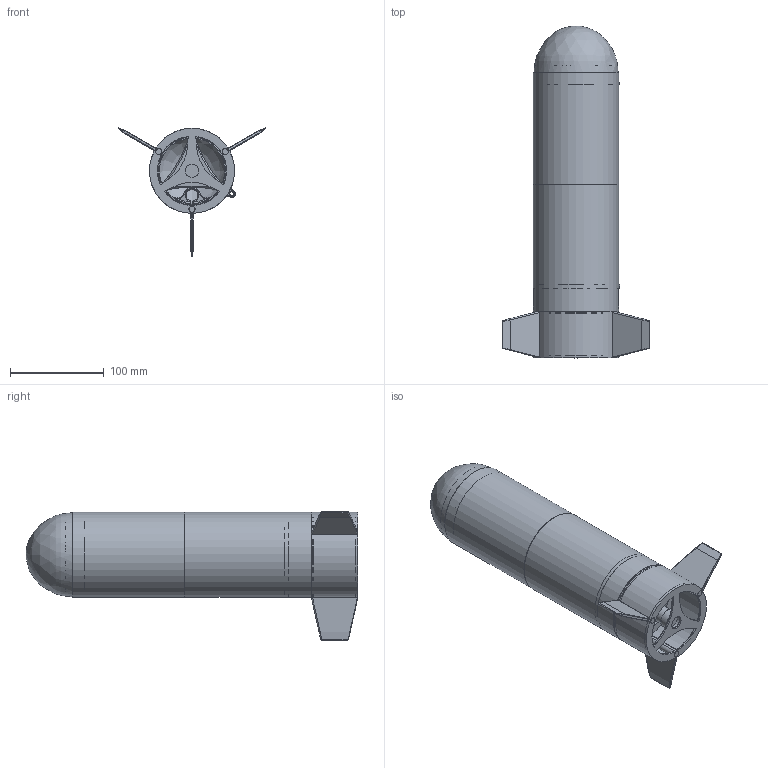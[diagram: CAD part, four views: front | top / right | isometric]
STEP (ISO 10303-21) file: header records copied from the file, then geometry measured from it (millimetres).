
FILE_DESCRIPTION(/* description */ (''),/* implementation_level */ '2;1');
FILE_NAME(/* name */ 'Assembly v2.step',/* time_stamp */ '2023-09-28T22:49:50-04:00',/* author */ (''),/* organization */ (''),/* preprocessor_version */ 'ST-DEVELOPER v20',/* originating_system */ 'Autodesk Translation Framework v12.14.0.127',/* authorisation */ '');
FILE_SCHEMA (('AUTOMOTIVE_DESIGN { 1 0 10303 214 3 1 1 }'));
Length unit declared in the file: millimetre
Products named in the file (7): Assembly; LowerBodyC; DownHolder; UpperbodyLatchDoubleRing; Wooden Dowell; NoseCone; Estes_C6-5_Motor
Assembly tree (8 placements, depth 2):
  Assembly
    LowerBodyC
    DownHolder
    UpperbodyLatchDoubleRing
    Wooden Dowell  x3
    NoseCone
    Estes_C6-5_Motor
Bounding box: 158.04 x 354.8 x 136.99 mm (x, y, z)
Volume: 189227.9 mm3; surface area: 277026.1 mm2
Topology: 8 solids, 8 shells, 311 faces, 778 edges, 463 vertices
Faces by surface type: cylinder 110, plane 108, torus 60, bspline 22, cone 11
Full cylindrical faces by diameter (mm): 4.175 x2, 6.35 x3, 6.55 x15, 6.95 x3, 7.05 x3, 11 x1, 12.5 x1, 14 x1, 17.7 x1, 17.9 x1, 18 x1, 20.9 x1, 70 x1, 72 x1, 74 x2, 90 x3, 91 x2
Entity records: 10791 total; most frequent: CARTESIAN_POINT 3166, DIRECTION 1628, ORIENTED_EDGE 1526, EDGE_CURVE 763, AXIS2_PLACEMENT_3D 670, VERTEX_POINT 459, EDGE_LOOP 360, CIRCLE 338
